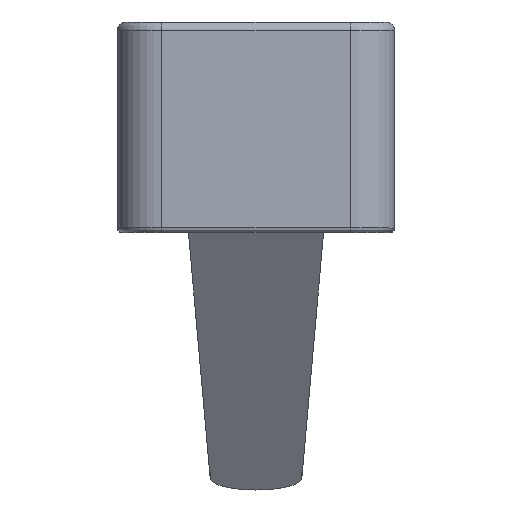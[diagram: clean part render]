
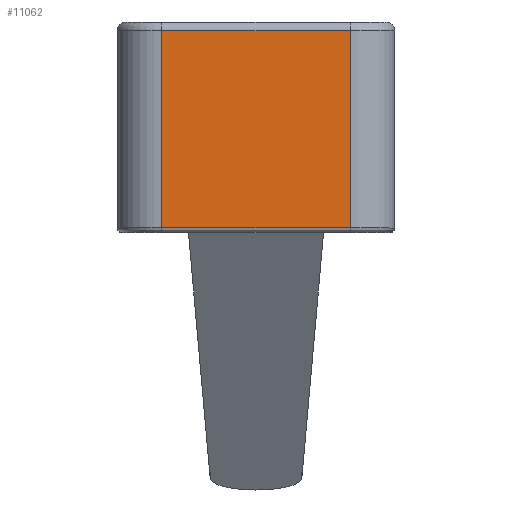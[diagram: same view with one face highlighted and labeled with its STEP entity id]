
A CAD part, top view. The second image highlights one B-rep face of the part: STEP entity #11062.
In plain terms, the highlighted planar face has unit normal (0, 0, 1).
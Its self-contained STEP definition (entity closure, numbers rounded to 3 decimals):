
#2249 = VECTOR ( 'NONE', #14298, 1000. ) ;
#3586 = CARTESIAN_POINT ( 'NONE',  ( 2.1, 0.1, 3.35 ) ) ;
#3592 = VERTEX_POINT ( 'NONE', #3586 ) ;
#4289 = CARTESIAN_POINT ( 'NONE',  ( -2.1, 4.5, 3.35 ) ) ;
#6419 = ORIENTED_EDGE ( 'NONE', *, *, #28933, .T. ) ;
#6460 = VECTOR ( 'NONE', #26626, 1000. ) ;
#6519 = CARTESIAN_POINT ( 'NONE',  ( 2.1, 0.1, 3.35 ) ) ;
#7390 = LINE ( 'NONE', #6519, #2249 ) ;
#8659 = LINE ( 'NONE', #25802, #6460 ) ;
#8748 = VECTOR ( 'NONE', #30972, 1000. ) ;
#9218 = VERTEX_POINT ( 'NONE', #4289 ) ;
#11062 = ADVANCED_FACE ( 'NONE', ( #15209 ), #32554, .F. ) ;
#12635 = VECTOR ( 'NONE', #35311, 1000. ) ;
#12869 = AXIS2_PLACEMENT_3D ( 'NONE', #21981, #27485, #29651 ) ;
#14298 = DIRECTION ( 'NONE',  ( 1., 0., 0. ) ) ;
#15209 = FACE_OUTER_BOUND ( 'NONE', #30781, .T. ) ;
#15968 = VERTEX_POINT ( 'NONE', #18776 ) ;
#17961 = CARTESIAN_POINT ( 'NONE',  ( -2.1, 0.1, 3.35 ) ) ;
#18776 = CARTESIAN_POINT ( 'NONE',  ( 2.1, 4.5, 3.35 ) ) ;
#19002 = CARTESIAN_POINT ( 'NONE',  ( 2.1, 4.7, 3.35 ) ) ;
#21153 = LINE ( 'NONE', #19002, #12635 ) ;
#21981 = CARTESIAN_POINT ( 'NONE',  ( -3.1, 4.7, 3.35 ) ) ;
#23422 = VERTEX_POINT ( 'NONE', #17961 ) ;
#23463 = ORIENTED_EDGE ( 'NONE', *, *, #25652, .T. ) ;
#24089 = EDGE_CURVE ( 'NONE', #3592, #15968, #21153, .T. ) ;
#25012 = ORIENTED_EDGE ( 'NONE', *, *, #31258, .T. ) ;
#25652 = EDGE_CURVE ( 'NONE', #23422, #3592, #7390, .T. ) ;
#25802 = CARTESIAN_POINT ( 'NONE',  ( -2.1, 4.7, 3.35 ) ) ;
#26626 = DIRECTION ( 'NONE',  ( 0., -1., 0. ) ) ;
#27485 = DIRECTION ( 'NONE',  ( 0., 0., -1. ) ) ;
#28356 = LINE ( 'NONE', #33274, #8748 ) ;
#28933 = EDGE_CURVE ( 'NONE', #15968, #9218, #28356, .T. ) ;
#29293 = ORIENTED_EDGE ( 'NONE', *, *, #24089, .T. ) ;
#29651 = DIRECTION ( 'NONE',  ( -1., 0., 0. ) ) ;
#30781 = EDGE_LOOP ( 'NONE', ( #29293, #6419, #25012, #23463 ) ) ;
#30972 = DIRECTION ( 'NONE',  ( -1., 0., 0. ) ) ;
#31258 = EDGE_CURVE ( 'NONE', #9218, #23422, #8659, .T. ) ;
#32554 = PLANE ( 'NONE',  #12869 ) ;
#33274 = CARTESIAN_POINT ( 'NONE',  ( -3.1, 4.5, 3.35 ) ) ;
#35311 = DIRECTION ( 'NONE',  ( 0., 1., 0. ) ) ;
